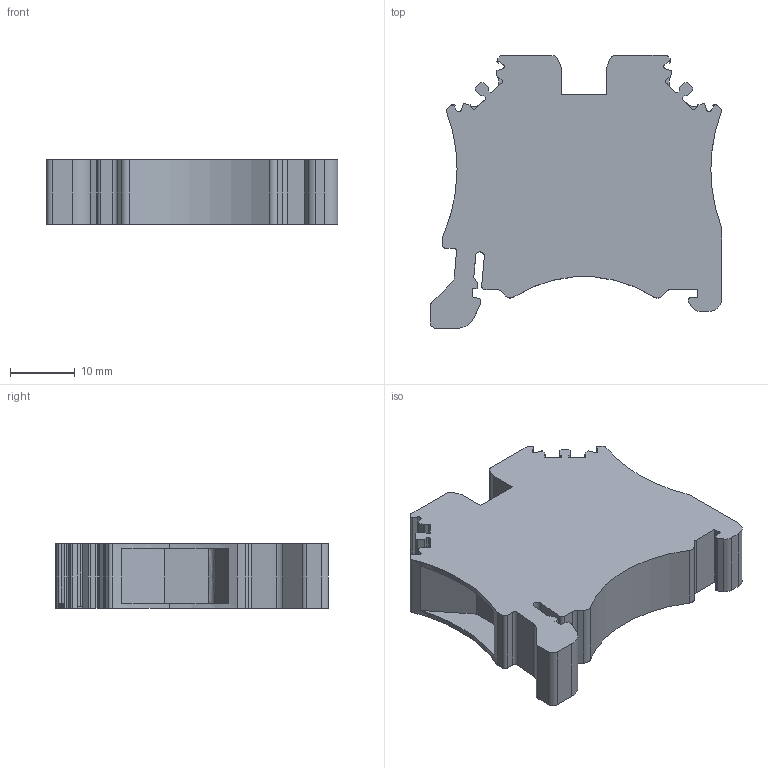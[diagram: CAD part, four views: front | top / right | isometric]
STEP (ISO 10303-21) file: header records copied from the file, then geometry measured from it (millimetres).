
FILE_DESCRIPTION((''),'2;1');
FILE_NAME('DC10-01P-11-00A_H_','2020-05-25T',('Administrator'),(''),'PRO/ENGINEER BY PARAMETRIC TECHNOLOGY CORPORATION, 2012360','PRO/ENGINEER BY PARAMETRIC TECHNOLOGY CORPORATION, 2012360','');
FILE_SCHEMA(('CONFIG_CONTROL_DESIGN'));
Length unit declared in the file: millimetre
Products named in the file (1): DC10-01P-11-00A_H_
Bounding box: 44.95 x 42.03 x 9.95 mm (x, y, z)
Volume: 12353.2 mm3; surface area: 5406.1 mm2
Topology: 1 solids, 1 shells, 197 faces, 600 edges, 407 vertices
Faces by surface type: plane 125, cylinder 66, torus 4, extrusion 2
Entity records: 6860 total; most frequent: CARTESIAN_POINT 1277, ORIENTED_EDGE 1200, DIRECTION 1153, EDGE_CURVE 600, VECTOR 413, LINE 411, VERTEX_POINT 407, AXIS2_PLACEMENT_3D 370
